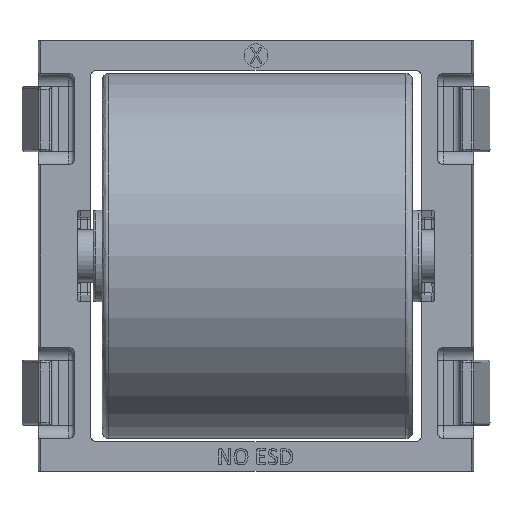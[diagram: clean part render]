
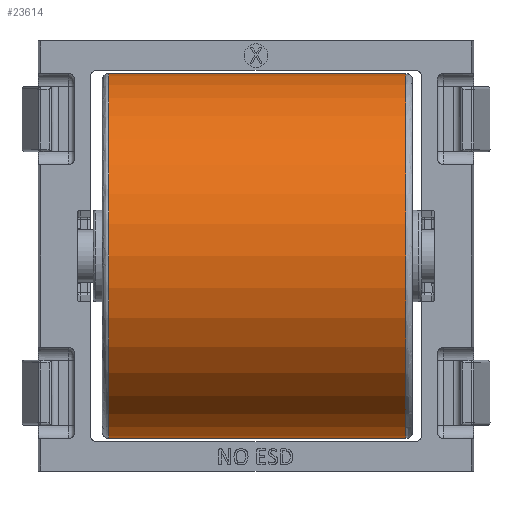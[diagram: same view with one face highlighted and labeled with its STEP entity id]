
A CAD part, front view. The second image highlights one B-rep face of the part: STEP entity #23614.
In plain terms, the highlighted cylindrical face has radius 14 mm (diameter 28 mm), a partial arc.
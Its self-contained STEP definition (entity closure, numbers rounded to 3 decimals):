
#187 = DIRECTION ( 'NONE',  ( 0., 0., 1. ) ) ;
#1476 = CARTESIAN_POINT ( 'NONE',  ( 12., -4.5, -14. ) ) ;
#1691 = DIRECTION ( 'NONE',  ( 0., 0., 1. ) ) ;
#2819 = AXIS2_PLACEMENT_3D ( 'NONE', #7644, #27830, #23211 ) ;
#3907 = CIRCLE ( 'NONE', #10923, 14. ) ;
#4273 = FACE_OUTER_BOUND ( 'NONE', #28616, .T. ) ;
#4785 = CARTESIAN_POINT ( 'NONE',  ( 11.5, -4.5, 14. ) ) ;
#4960 = DIRECTION ( 'NONE',  ( -1., 0., 0. ) ) ;
#5734 = EDGE_CURVE ( 'NONE', #23115, #8029, #6133, .T. ) ;
#6133 = LINE ( 'NONE', #1476, #18044 ) ;
#6873 = AXIS2_PLACEMENT_3D ( 'NONE', #13122, #28335, #1691 ) ;
#7644 = CARTESIAN_POINT ( 'NONE',  ( 12., -4.5, 0. ) ) ;
#8029 = VERTEX_POINT ( 'NONE', #21171 ) ;
#8030 = DIRECTION ( 'NONE',  ( -1., 0., 0. ) ) ;
#8446 = CIRCLE ( 'NONE', #6873, 14. ) ;
#9175 = ORIENTED_EDGE ( 'NONE', *, *, #12927, .T. ) ;
#10923 = AXIS2_PLACEMENT_3D ( 'NONE', #20345, #13599, #187 ) ;
#12172 = ORIENTED_EDGE ( 'NONE', *, *, #17893, .T. ) ;
#12927 = EDGE_CURVE ( 'NONE', #14777, #26880, #13195, .T. ) ;
#13122 = CARTESIAN_POINT ( 'NONE',  ( 11.5, -4.5, 0. ) ) ;
#13195 = LINE ( 'NONE', #26972, #13531 ) ;
#13531 = VECTOR ( 'NONE', #4960, 1000. ) ;
#13599 = DIRECTION ( 'NONE',  ( 1., 0., 0. ) ) ;
#14405 = ORIENTED_EDGE ( 'NONE', *, *, #5734, .F. ) ;
#14438 = CYLINDRICAL_SURFACE ( 'NONE', #2819, 14. ) ;
#14777 = VERTEX_POINT ( 'NONE', #4785 ) ;
#16038 = EDGE_CURVE ( 'NONE', #26880, #8029, #3907, .T. ) ;
#17893 = EDGE_CURVE ( 'NONE', #23115, #14777, #8446, .T. ) ;
#18044 = VECTOR ( 'NONE', #8030, 1000. ) ;
#18898 = CARTESIAN_POINT ( 'NONE',  ( -11.3, -4.5, 14. ) ) ;
#20345 = CARTESIAN_POINT ( 'NONE',  ( -11.3, -4.5, 0. ) ) ;
#21171 = CARTESIAN_POINT ( 'NONE',  ( -11.3, -4.5, -14. ) ) ;
#22347 = CARTESIAN_POINT ( 'NONE',  ( 11.5, -4.5, -14. ) ) ;
#23115 = VERTEX_POINT ( 'NONE', #22347 ) ;
#23211 = DIRECTION ( 'NONE',  ( 0., 0., 1. ) ) ;
#23614 = ADVANCED_FACE ( 'NONE', ( #4273 ), #14438, .T. ) ;
#24687 = ORIENTED_EDGE ( 'NONE', *, *, #16038, .T. ) ;
#26880 = VERTEX_POINT ( 'NONE', #18898 ) ;
#26972 = CARTESIAN_POINT ( 'NONE',  ( 12., -4.5, 14. ) ) ;
#27830 = DIRECTION ( 'NONE',  ( -1., 0., 0. ) ) ;
#28335 = DIRECTION ( 'NONE',  ( -1., 0., 0. ) ) ;
#28616 = EDGE_LOOP ( 'NONE', ( #14405, #12172, #9175, #24687 ) ) ;
